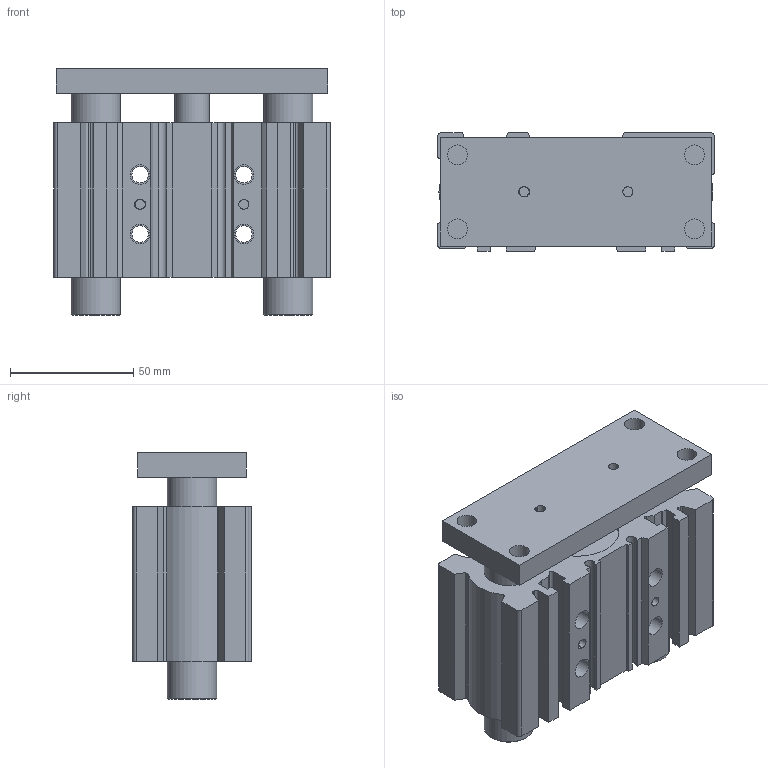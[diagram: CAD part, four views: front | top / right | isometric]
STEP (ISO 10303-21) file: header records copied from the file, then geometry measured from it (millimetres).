
FILE_DESCRIPTION(/* description */ (''),/* implementation_level */ '2;1');
FILE_NAME(/* name */ 'RASMGPM32-25-F.step',/* time_stamp */ '2023-11-14T12:33:32-05:00',/* author */ (''),/* organization */ (''),/* preprocessor_version */ 'ST-DEVELOPER v20',/* originating_system */ 'Autodesk Translation Framework v12.14.0.127',/* authorisation */ '');
FILE_SCHEMA (('AUTOMOTIVE_DESIGN { 1 0 10303 214 3 1 1 }'));
Length unit declared in the file: millimetre
Products named in the file (4): RASMGPM32-25-F; MGPM32-25Z TUBE_32; MGPM32-25Z ROD_32M; MGPM32-25Z PLUG_Rc18
Assembly tree (4 placements, depth 2):
  RASMGPM32-25-F
    MGPM32-25Z TUBE_32
    MGPM32-25Z ROD_32M
    MGPM32-25Z PLUG_Rc18  x2
Bounding box: 112 x 48 x 100 mm (x, y, z)
Volume: 321727.7 mm3; surface area: 87018.9 mm2
Topology: 4 solids, 4 shells, 590 faces, 1533 edges, 1010 vertices
Faces by surface type: plane 374, bspline 138, cylinder 64, cone 14
Full cylindrical faces by diameter (mm): 4 x6, 6.7 x4, 7.9 x4, 8 x12, 11 x4, 14 x2, 20 x4, 31.9 x1, 32 x2, 34 x1
Entity records: 25773 total; most frequent: CARTESIAN_POINT 11810, ORIENTED_EDGE 3018, DIRECTION 2305, EDGE_CURVE 1509, LINE 1023, VECTOR 1023, VERTEX_POINT 994, EDGE_LOOP 657
